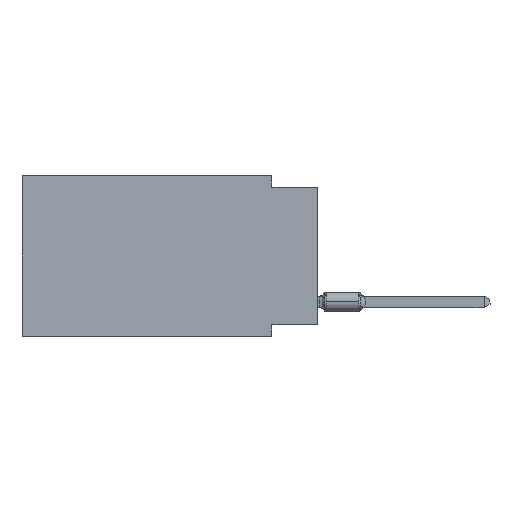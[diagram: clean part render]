
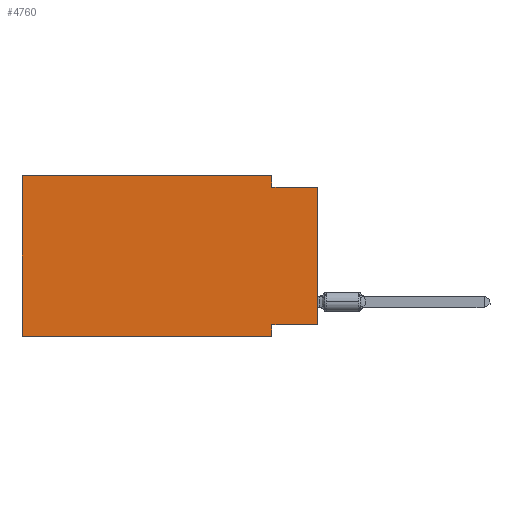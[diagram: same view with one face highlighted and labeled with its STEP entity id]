
A CAD part, left-side view. The second image highlights one B-rep face of the part: STEP entity #4760.
In plain terms, the highlighted planar face has unit normal (-1, 0, 0).
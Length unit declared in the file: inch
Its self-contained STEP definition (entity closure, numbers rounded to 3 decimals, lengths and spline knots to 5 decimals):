
#241 = EDGE_CURVE ( 'NONE', #5457, #17060, #15374, .T. ) ;
#250 = ORIENTED_EDGE ( 'NONE', *, *, #15973, .F. ) ;
#406 = LINE ( 'NONE', #5895, #17222 ) ;
#459 = VERTEX_POINT ( 'NONE', #7379 ) ;
#1071 = VECTOR ( 'NONE', #2869, 39.37008 ) ;
#1210 = EDGE_CURVE ( 'NONE', #11000, #9003, #16789, .T. ) ;
#1213 = CARTESIAN_POINT ( 'NONE',  ( 0., 0.645, 0. ) ) ;
#2030 = CARTESIAN_POINT ( 'NONE',  ( 0., 0.645, 0. ) ) ;
#2220 = DIRECTION ( 'NONE',  ( 0., 0., 1. ) ) ;
#2527 = EDGE_CURVE ( 'NONE', #4906, #11000, #14762, .T. ) ;
#2869 = DIRECTION ( 'NONE',  ( 0., -1., 0. ) ) ;
#2971 = DIRECTION ( 'NONE',  ( 0., -1., 0. ) ) ;
#3428 = DIRECTION ( 'NONE',  ( 0., 0., -1. ) ) ;
#3509 = ORIENTED_EDGE ( 'NONE', *, *, #13463, .F. ) ;
#3715 = CARTESIAN_POINT ( 'NONE',  ( 0., 0.1, -0.325 ) ) ;
#3964 = PLANE ( 'NONE',  #9895 ) ;
#3968 = ORIENTED_EDGE ( 'NONE', *, *, #2527, .F. ) ;
#4231 = CARTESIAN_POINT ( 'NONE',  ( 0., 0.645, -0.35 ) ) ;
#4245 = CARTESIAN_POINT ( 'NONE',  ( 0., 0.645, 0. ) ) ;
#4478 = EDGE_CURVE ( 'NONE', #11778, #5457, #9744, .T. ) ;
#4760 = ADVANCED_FACE ( 'NONE', ( #13754 ), #3964, .F. ) ;
#4906 = VERTEX_POINT ( 'NONE', #4231 ) ;
#5457 = VERTEX_POINT ( 'NONE', #3715 ) ;
#5684 = EDGE_CURVE ( 'NONE', #4906, #17060, #406, .T. ) ;
#5895 = CARTESIAN_POINT ( 'NONE',  ( 0., 0.645, -0.35 ) ) ;
#5999 = CARTESIAN_POINT ( 'NONE',  ( 0., 0.1, 0. ) ) ;
#6571 = CARTESIAN_POINT ( 'NONE',  ( 0., 0., -0.025 ) ) ;
#6613 = DIRECTION ( 'NONE',  ( 0., 0., -1. ) ) ;
#7114 = CARTESIAN_POINT ( 'NONE',  ( 0., 0.645, 0. ) ) ;
#7379 = CARTESIAN_POINT ( 'NONE',  ( 0., 0., -0.025 ) ) ;
#7424 = VECTOR ( 'NONE', #3428, 39.37008 ) ;
#7425 = CARTESIAN_POINT ( 'NONE',  ( 0., 0., 0. ) ) ;
#7435 = ORIENTED_EDGE ( 'NONE', *, *, #16307, .T. ) ;
#8118 = VECTOR ( 'NONE', #13862, 39.37008 ) ;
#8209 = CARTESIAN_POINT ( 'NONE',  ( 0., 0.1, -0.35 ) ) ;
#8327 = ORIENTED_EDGE ( 'NONE', *, *, #1210, .F. ) ;
#8633 = CARTESIAN_POINT ( 'NONE',  ( 0., 0., -0.325 ) ) ;
#8875 = CARTESIAN_POINT ( 'NONE',  ( 0., 0., -0.325 ) ) ;
#9003 = VERTEX_POINT ( 'NONE', #10216 ) ;
#9744 = LINE ( 'NONE', #8633, #8118 ) ;
#9793 = CARTESIAN_POINT ( 'NONE',  ( 0., 0.1, -0.025 ) ) ;
#9895 = AXIS2_PLACEMENT_3D ( 'NONE', #1213, #12381, #6613 ) ;
#10216 = CARTESIAN_POINT ( 'NONE',  ( 0., 0.1, 0. ) ) ;
#10645 = VECTOR ( 'NONE', #16841, 39.37008 ) ;
#11000 = VERTEX_POINT ( 'NONE', #7114 ) ;
#11040 = ORIENTED_EDGE ( 'NONE', *, *, #5684, .T. ) ;
#11353 = EDGE_LOOP ( 'NONE', ( #7435, #3509, #250, #8327, #3968, #11040, #13472, #15757 ) ) ;
#11382 = DIRECTION ( 'NONE',  ( 0., 0., 1. ) ) ;
#11778 = VERTEX_POINT ( 'NONE', #8875 ) ;
#12032 = VERTEX_POINT ( 'NONE', #9793 ) ;
#12381 = DIRECTION ( 'NONE',  ( 1., 0., 0. ) ) ;
#12397 = VECTOR ( 'NONE', #16194, 39.37008 ) ;
#12732 = VECTOR ( 'NONE', #11382, 39.37008 ) ;
#12959 = LINE ( 'NONE', #5999, #7424 ) ;
#13023 = VECTOR ( 'NONE', #2220, 39.37008 ) ;
#13463 = EDGE_CURVE ( 'NONE', #12032, #459, #17761, .T. ) ;
#13472 = ORIENTED_EDGE ( 'NONE', *, *, #241, .F. ) ;
#13754 = FACE_OUTER_BOUND ( 'NONE', #11353, .T. ) ;
#13862 = DIRECTION ( 'NONE',  ( 0., 1., 0. ) ) ;
#14762 = LINE ( 'NONE', #2030, #13023 ) ;
#15374 = LINE ( 'NONE', #8209, #10645 ) ;
#15757 = ORIENTED_EDGE ( 'NONE', *, *, #4478, .F. ) ;
#15973 = EDGE_CURVE ( 'NONE', #9003, #12032, #12959, .T. ) ;
#16079 = CARTESIAN_POINT ( 'NONE',  ( 0., 0.1, -0.35 ) ) ;
#16194 = DIRECTION ( 'NONE',  ( 0., -1., 0. ) ) ;
#16307 = EDGE_CURVE ( 'NONE', #11778, #459, #17330, .T. ) ;
#16789 = LINE ( 'NONE', #4245, #1071 ) ;
#16841 = DIRECTION ( 'NONE',  ( 0., 0., -1. ) ) ;
#17060 = VERTEX_POINT ( 'NONE', #16079 ) ;
#17222 = VECTOR ( 'NONE', #2971, 39.37008 ) ;
#17330 = LINE ( 'NONE', #7425, #12732 ) ;
#17761 = LINE ( 'NONE', #6571, #12397 ) ;
